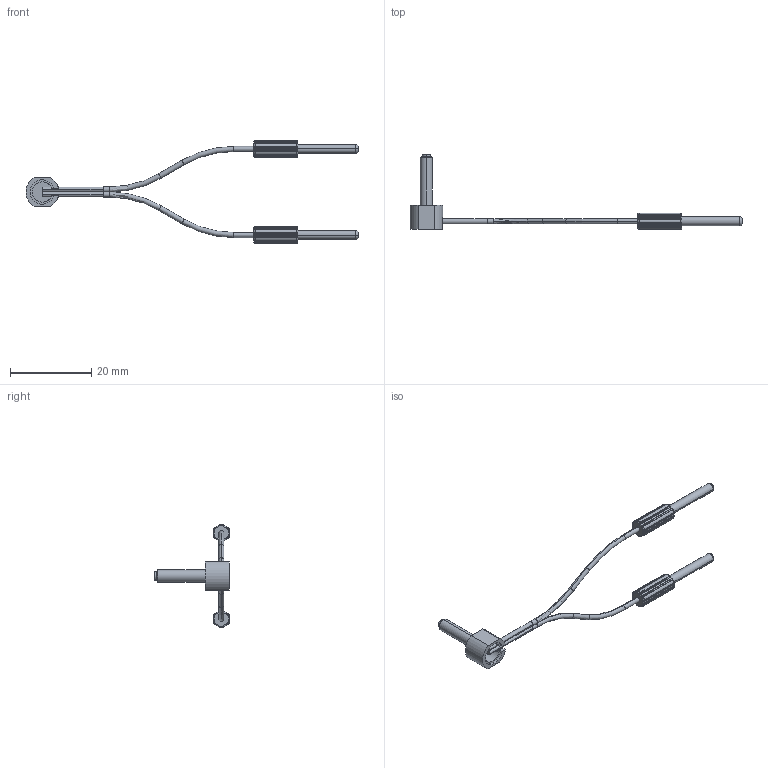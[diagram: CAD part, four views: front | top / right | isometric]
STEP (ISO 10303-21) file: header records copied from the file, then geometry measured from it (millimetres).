
FILE_DESCRIPTION((''),'2;1');
FILE_NAME('FRC-35TZ-20_ASM_SW0001','2016-08-30T',('cmozuch'),(''),'PRO/ENGINEER BY PARAMETRIC TECHNOLOGY CORPORATION, 2015440','PRO/ENGINEER BY PARAMETRIC TECHNOLOGY CORPORATION, 2015440','');
FILE_SCHEMA(('CONFIG_CONTROL_DESIGN'));
Length unit declared in the file: millimetre
Products named in the file (1): FRC-35TZ-20_ASM_SW0001
Bounding box: 81.97 x 18.5 x 25.55 mm (x, y, z)
Volume: 799 mm3; surface area: 1418.7 mm2
Topology: 2 solids, 2 shells, 326 faces, 850 edges, 539 vertices
Faces by surface type: cylinder 158, bspline 96, torus 36, plane 34, cone 2
Entity records: 19144 total; most frequent: CARTESIAN_POINT 9415, ORIENTED_EDGE 1700, DIRECTION 1378, EDGE_CURVE 850, AXIS2_PLACEMENT_3D 583, VERTEX_POINT 539, CIRCLE 353, EDGE_LOOP 337
